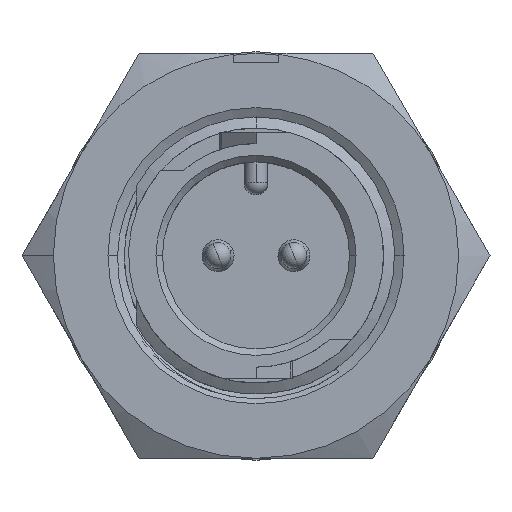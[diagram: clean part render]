
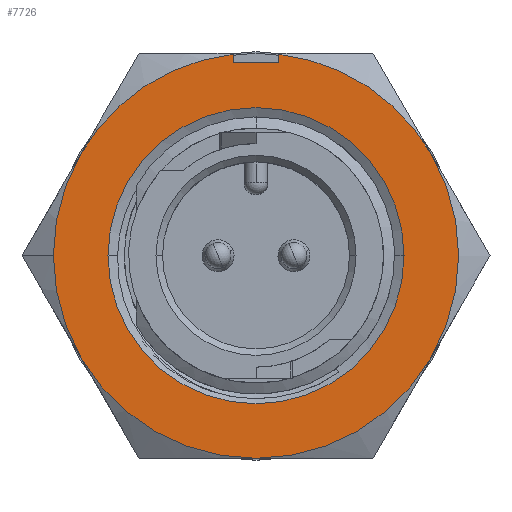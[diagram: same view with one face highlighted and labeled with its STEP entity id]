
A CAD part, top view. The second image highlights one B-rep face of the part: STEP entity #7726.
In plain terms, the highlighted planar face has unit normal (0, 0, 1).
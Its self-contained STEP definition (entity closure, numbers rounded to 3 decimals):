
#118 = CIRCLE ( 'NONE', #7012, 7.874 ) ;
#159 = DIRECTION ( 'NONE',  ( -1., 0., 0. ) ) ;
#169 = LINE ( 'NONE', #11151, #10195 ) ;
#204 = CARTESIAN_POINT ( 'NONE',  ( 0., 0., 8.262 ) ) ;
#259 = CARTESIAN_POINT ( 'NONE',  ( 0., 0., 8.262 ) ) ;
#298 = AXIS2_PLACEMENT_3D ( 'NONE', #204, #7538, #2186 ) ;
#428 = DIRECTION ( 'NONE',  ( -1., 0., 0. ) ) ;
#433 = LINE ( 'NONE', #7073, #1809 ) ;
#447 = VERTEX_POINT ( 'NONE', #7427 ) ;
#534 = CIRCLE ( 'NONE', #4355, 7.874 ) ;
#876 = CARTESIAN_POINT ( 'NONE',  ( 6.819, -3.937, 8.262 ) ) ;
#893 = ORIENTED_EDGE ( 'NONE', *, *, #2438, .F. ) ;
#913 = CIRCLE ( 'NONE', #3970, 5.753 ) ;
#946 = CARTESIAN_POINT ( 'NONE',  ( -6.819, 3.937, 8.262 ) ) ;
#954 = EDGE_LOOP ( 'NONE', ( #893, #11018, #9605, #5676, #11162, #2898, #6606, #4548, #5261, #3283 ) ) ;
#1000 = VERTEX_POINT ( 'NONE', #5797 ) ;
#1444 = DIRECTION ( 'NONE',  ( 0., 0., -1. ) ) ;
#1490 = EDGE_CURVE ( 'NONE', #1000, #2735, #169, .T. ) ;
#1653 = VECTOR ( 'NONE', #6296, 1000. ) ;
#1809 = VECTOR ( 'NONE', #5273, 1000. ) ;
#1853 = DIRECTION ( 'NONE',  ( -1., 0., 0. ) ) ;
#1915 = EDGE_LOOP ( 'NONE', ( #4251, #10240 ) ) ;
#2186 = DIRECTION ( 'NONE',  ( -1., 0., 0. ) ) ;
#2204 = DIRECTION ( 'NONE',  ( -1., 0., 0. ) ) ;
#2404 = CARTESIAN_POINT ( 'NONE',  ( 0., 0., 8.262 ) ) ;
#2427 = CARTESIAN_POINT ( 'NONE',  ( 0., 0., 8.262 ) ) ;
#2438 = EDGE_CURVE ( 'NONE', #4842, #8004, #6450, .T. ) ;
#2689 = DIRECTION ( 'NONE',  ( 0., 0., -1. ) ) ;
#2735 = VERTEX_POINT ( 'NONE', #5106 ) ;
#2860 = VERTEX_POINT ( 'NONE', #9490 ) ;
#2898 = ORIENTED_EDGE ( 'NONE', *, *, #11605, .F. ) ;
#3025 = DIRECTION ( 'NONE',  ( 0., 0., -1. ) ) ;
#3092 = CIRCLE ( 'NONE', #11716, 7.874 ) ;
#3283 = ORIENTED_EDGE ( 'NONE', *, *, #9702, .F. ) ;
#3481 = CARTESIAN_POINT ( 'NONE',  ( -7.874, 0., 8.262 ) ) ;
#3652 = CARTESIAN_POINT ( 'NONE',  ( 0., 0., 8.262 ) ) ;
#3828 = EDGE_CURVE ( 'NONE', #447, #2860, #7615, .T. ) ;
#3932 = FACE_BOUND ( 'NONE', #1915, .T. ) ;
#3970 = AXIS2_PLACEMENT_3D ( 'NONE', #3652, #6357, #11031 ) ;
#4045 = VERTEX_POINT ( 'NONE', #3481 ) ;
#4251 = ORIENTED_EDGE ( 'NONE', *, *, #3828, .T. ) ;
#4355 = AXIS2_PLACEMENT_3D ( 'NONE', #4426, #2689, #9175 ) ;
#4426 = CARTESIAN_POINT ( 'NONE',  ( 0., 0., 8.262 ) ) ;
#4548 = ORIENTED_EDGE ( 'NONE', *, *, #10725, .F. ) ;
#4553 = CARTESIAN_POINT ( 'NONE',  ( 0., 0., 8.262 ) ) ;
#4613 = DIRECTION ( 'NONE',  ( 0., 0., -1. ) ) ;
#4615 = DIRECTION ( 'NONE',  ( 1., 0., 0. ) ) ;
#4822 = DIRECTION ( 'NONE',  ( -1., 0., 0. ) ) ;
#4842 = VERTEX_POINT ( 'NONE', #9047 ) ;
#4924 = EDGE_CURVE ( 'NONE', #10108, #1000, #10855, .T. ) ;
#4943 = AXIS2_PLACEMENT_3D ( 'NONE', #7552, #11200, #10252 ) ;
#5106 = CARTESIAN_POINT ( 'NONE',  ( 0.889, 7.493, 8.262 ) ) ;
#5247 = EDGE_CURVE ( 'NONE', #7262, #4045, #10861, .T. ) ;
#5261 = ORIENTED_EDGE ( 'NONE', *, *, #9055, .F. ) ;
#5273 = DIRECTION ( 'NONE',  ( 0., 1., 0. ) ) ;
#5391 = VERTEX_POINT ( 'NONE', #876 ) ;
#5609 = EDGE_CURVE ( 'NONE', #2735, #4842, #433, .T. ) ;
#5676 = ORIENTED_EDGE ( 'NONE', *, *, #4924, .F. ) ;
#5686 = DIRECTION ( 'NONE',  ( 0., 0., -1. ) ) ;
#5692 = AXIS2_PLACEMENT_3D ( 'NONE', #8633, #5985, #2204 ) ;
#5797 = CARTESIAN_POINT ( 'NONE',  ( -0.889, 7.493, 8.262 ) ) ;
#5985 = DIRECTION ( 'NONE',  ( 0., 0., -1. ) ) ;
#6045 = AXIS2_PLACEMENT_3D ( 'NONE', #11261, #5686, #159 ) ;
#6296 = DIRECTION ( 'NONE',  ( 0., -1., 0. ) ) ;
#6348 = AXIS2_PLACEMENT_3D ( 'NONE', #2427, #8013, #6989 ) ;
#6357 = DIRECTION ( 'NONE',  ( 0., 0., -1. ) ) ;
#6450 = CIRCLE ( 'NONE', #298, 7.874 ) ;
#6571 = EDGE_CURVE ( 'NONE', #7373, #10108, #118, .T. ) ;
#6606 = ORIENTED_EDGE ( 'NONE', *, *, #5247, .F. ) ;
#6989 = DIRECTION ( 'NONE',  ( -1., 0., 0. ) ) ;
#7012 = AXIS2_PLACEMENT_3D ( 'NONE', #4553, #4613, #1853 ) ;
#7038 = CARTESIAN_POINT ( 'NONE',  ( 6.819, 3.937, 8.262 ) ) ;
#7073 = CARTESIAN_POINT ( 'NONE',  ( 0.889, 8.938, 8.262 ) ) ;
#7159 = CARTESIAN_POINT ( 'NONE',  ( -0.889, 7.824, 8.262 ) ) ;
#7262 = VERTEX_POINT ( 'NONE', #7478 ) ;
#7373 = VERTEX_POINT ( 'NONE', #946 ) ;
#7427 = CARTESIAN_POINT ( 'NONE',  ( 5.753, 0., 8.262 ) ) ;
#7478 = CARTESIAN_POINT ( 'NONE',  ( -6.819, -3.937, 8.262 ) ) ;
#7502 = CIRCLE ( 'NONE', #6348, 7.874 ) ;
#7538 = DIRECTION ( 'NONE',  ( 0., 0., -1. ) ) ;
#7552 = CARTESIAN_POINT ( 'NONE',  ( 0., 0., 8.262 ) ) ;
#7615 = CIRCLE ( 'NONE', #11240, 5.753 ) ;
#7619 = VERTEX_POINT ( 'NONE', #9404 ) ;
#7726 = ADVANCED_FACE ( 'NONE', ( #3932, #8446 ), #8505, .F. ) ;
#8004 = VERTEX_POINT ( 'NONE', #7038 ) ;
#8013 = DIRECTION ( 'NONE',  ( 0., 0., -1. ) ) ;
#8446 = FACE_OUTER_BOUND ( 'NONE', #954, .T. ) ;
#8505 = PLANE ( 'NONE',  #6045 ) ;
#8633 = CARTESIAN_POINT ( 'NONE',  ( 0., 0., 8.262 ) ) ;
#9047 = CARTESIAN_POINT ( 'NONE',  ( 0.889, 7.824, 8.262 ) ) ;
#9055 = EDGE_CURVE ( 'NONE', #5391, #7619, #7502, .T. ) ;
#9175 = DIRECTION ( 'NONE',  ( -1., 0., 0. ) ) ;
#9404 = CARTESIAN_POINT ( 'NONE',  ( 0., -7.874, 8.262 ) ) ;
#9490 = CARTESIAN_POINT ( 'NONE',  ( -5.753, 0., 8.262 ) ) ;
#9605 = ORIENTED_EDGE ( 'NONE', *, *, #1490, .F. ) ;
#9702 = EDGE_CURVE ( 'NONE', #8004, #5391, #3092, .T. ) ;
#10108 = VERTEX_POINT ( 'NONE', #7159 ) ;
#10130 = CIRCLE ( 'NONE', #4943, 7.874 ) ;
#10195 = VECTOR ( 'NONE', #4615, 1000. ) ;
#10240 = ORIENTED_EDGE ( 'NONE', *, *, #11530, .T. ) ;
#10252 = DIRECTION ( 'NONE',  ( -1., 0., 0. ) ) ;
#10725 = EDGE_CURVE ( 'NONE', #7619, #7262, #10130, .T. ) ;
#10792 = CARTESIAN_POINT ( 'NONE',  ( -0.889, 8.938, 8.262 ) ) ;
#10855 = LINE ( 'NONE', #10792, #1653 ) ;
#10861 = CIRCLE ( 'NONE', #5692, 7.874 ) ;
#11018 = ORIENTED_EDGE ( 'NONE', *, *, #5609, .F. ) ;
#11031 = DIRECTION ( 'NONE',  ( -1., 0., 0. ) ) ;
#11151 = CARTESIAN_POINT ( 'NONE',  ( -0.889, 7.493, 8.262 ) ) ;
#11162 = ORIENTED_EDGE ( 'NONE', *, *, #6571, .F. ) ;
#11200 = DIRECTION ( 'NONE',  ( 0., 0., -1. ) ) ;
#11240 = AXIS2_PLACEMENT_3D ( 'NONE', #2404, #1444, #428 ) ;
#11261 = CARTESIAN_POINT ( 'NONE',  ( 0., -15.748, 8.262 ) ) ;
#11530 = EDGE_CURVE ( 'NONE', #2860, #447, #913, .T. ) ;
#11605 = EDGE_CURVE ( 'NONE', #4045, #7373, #534, .T. ) ;
#11716 = AXIS2_PLACEMENT_3D ( 'NONE', #259, #3025, #4822 ) ;
